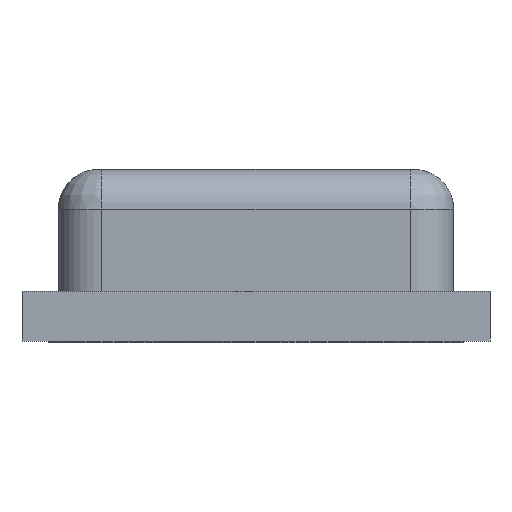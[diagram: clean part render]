
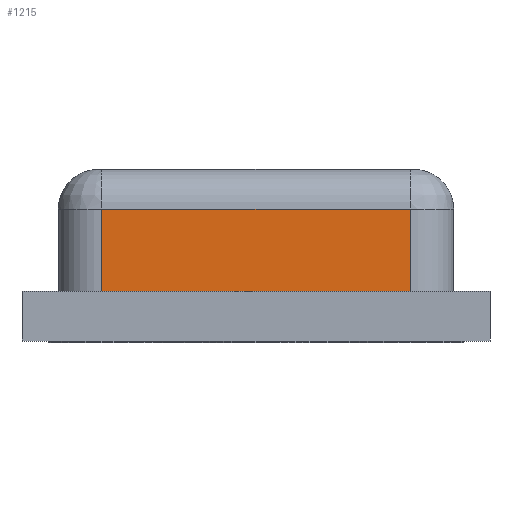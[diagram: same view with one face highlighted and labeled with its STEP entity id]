
A CAD part, front view. The second image highlights one B-rep face of the part: STEP entity #1215.
In plain terms, the highlighted planar face has unit normal (0, -1, 0).
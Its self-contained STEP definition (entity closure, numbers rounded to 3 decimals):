
#135 = PLANE('',#136);
#136 = AXIS2_PLACEMENT_3D('',#137,#138,#139);
#137 = CARTESIAN_POINT('',(-1.5,1.88,0.32));
#138 = DIRECTION('',(0.,0.,1.));
#139 = DIRECTION('',(1.,0.,0.));
#484 = VERTEX_POINT('',#485);
#485 = CARTESIAN_POINT('',(0.988,-1.662,0.32));
#500 = CYLINDRICAL_SURFACE('',#501,0.279);
#501 = AXIS2_PLACEMENT_3D('',#502,#503,#504);
#502 = CARTESIAN_POINT('',(0.988,-1.383,0.32));
#503 = DIRECTION('',(0.,0.,-1.));
#504 = DIRECTION('',(1.,0.,0.));
#512 = EDGE_CURVE('',#484,#513,#515,.T.);
#513 = VERTEX_POINT('',#514);
#514 = CARTESIAN_POINT('',(-0.988,-1.662,0.32));
#515 = SURFACE_CURVE('',#516,(#520,#527),.PCURVE_S1.);
#516 = LINE('',#517,#518);
#517 = CARTESIAN_POINT('',(0.988,-1.662,0.32));
#518 = VECTOR('',#519,1.);
#519 = DIRECTION('',(-1.,0.,0.));
#520 = PCURVE('',#135,#521);
#521 = DEFINITIONAL_REPRESENTATION('',(#522),#526);
#522 = LINE('',#523,#524);
#523 = CARTESIAN_POINT('',(2.488,-3.542));
#524 = VECTOR('',#525,1.);
#525 = DIRECTION('',(-1.,0.));
#526 = ( GEOMETRIC_REPRESENTATION_CONTEXT(2) 
PARAMETRIC_REPRESENTATION_CONTEXT() REPRESENTATION_CONTEXT('2D SPACE',''
  ) );
#527 = PCURVE('',#528,#533);
#528 = PLANE('',#529);
#529 = AXIS2_PLACEMENT_3D('',#530,#531,#532);
#530 = CARTESIAN_POINT('',(0.988,-1.662,0.32));
#531 = DIRECTION('',(0.,-1.,0.));
#532 = DIRECTION('',(-1.,0.,0.));
#533 = DEFINITIONAL_REPRESENTATION('',(#534),#538);
#534 = LINE('',#535,#536);
#535 = CARTESIAN_POINT('',(0.,0.));
#536 = VECTOR('',#537,1.);
#537 = DIRECTION('',(1.,0.));
#538 = ( GEOMETRIC_REPRESENTATION_CONTEXT(2) 
PARAMETRIC_REPRESENTATION_CONTEXT() REPRESENTATION_CONTEXT('2D SPACE',''
  ) );
#557 = CYLINDRICAL_SURFACE('',#558,0.279);
#558 = AXIS2_PLACEMENT_3D('',#559,#560,#561);
#559 = CARTESIAN_POINT('',(-0.988,-1.383,0.32));
#560 = DIRECTION('',(0.,0.,-1.));
#561 = DIRECTION('',(1.,0.,0.));
#857 = CYLINDRICAL_SURFACE('',#858,0.254);
#858 = AXIS2_PLACEMENT_3D('',#859,#860,#861);
#859 = CARTESIAN_POINT('',(0.988,-1.408,0.846));
#860 = DIRECTION('',(-1.,0.,0.));
#861 = DIRECTION('',(0.,-1.,0.));
#1171 = VERTEX_POINT('',#1172);
#1172 = CARTESIAN_POINT('',(-0.988,-1.662,0.846));
#1194 = EDGE_CURVE('',#513,#1171,#1195,.T.);
#1195 = SURFACE_CURVE('',#1196,(#1200,#1207),.PCURVE_S1.);
#1196 = LINE('',#1197,#1198);
#1197 = CARTESIAN_POINT('',(-0.988,-1.662,0.32));
#1198 = VECTOR('',#1199,1.);
#1199 = DIRECTION('',(0.,0.,1.));
#1200 = PCURVE('',#557,#1201);
#1201 = DEFINITIONAL_REPRESENTATION('',(#1202),#1206);
#1202 = LINE('',#1203,#1204);
#1203 = CARTESIAN_POINT('',(-4.712,0.));
#1204 = VECTOR('',#1205,1.);
#1205 = DIRECTION('',(0.,-1.));
#1206 = ( GEOMETRIC_REPRESENTATION_CONTEXT(2) 
PARAMETRIC_REPRESENTATION_CONTEXT() REPRESENTATION_CONTEXT('2D SPACE',''
  ) );
#1207 = PCURVE('',#528,#1208);
#1208 = DEFINITIONAL_REPRESENTATION('',(#1209),#1213);
#1209 = LINE('',#1210,#1211);
#1210 = CARTESIAN_POINT('',(1.976,0.));
#1211 = VECTOR('',#1212,1.);
#1212 = DIRECTION('',(0.,-1.));
#1213 = ( GEOMETRIC_REPRESENTATION_CONTEXT(2) 
PARAMETRIC_REPRESENTATION_CONTEXT() REPRESENTATION_CONTEXT('2D SPACE',''
  ) );
#1215 = ADVANCED_FACE('',(#1216),#528,.T.);
#1216 = FACE_BOUND('',#1217,.T.);
#1217 = EDGE_LOOP('',(#1218,#1241,#1262,#1263));
#1218 = ORIENTED_EDGE('',*,*,#1219,.T.);
#1219 = EDGE_CURVE('',#484,#1220,#1222,.T.);
#1220 = VERTEX_POINT('',#1221);
#1221 = CARTESIAN_POINT('',(0.988,-1.662,0.846));
#1222 = SURFACE_CURVE('',#1223,(#1227,#1234),.PCURVE_S1.);
#1223 = LINE('',#1224,#1225);
#1224 = CARTESIAN_POINT('',(0.988,-1.662,0.32));
#1225 = VECTOR('',#1226,1.);
#1226 = DIRECTION('',(0.,0.,1.));
#1227 = PCURVE('',#528,#1228);
#1228 = DEFINITIONAL_REPRESENTATION('',(#1229),#1233);
#1229 = LINE('',#1230,#1231);
#1230 = CARTESIAN_POINT('',(0.,0.));
#1231 = VECTOR('',#1232,1.);
#1232 = DIRECTION('',(0.,-1.));
#1233 = ( GEOMETRIC_REPRESENTATION_CONTEXT(2) 
PARAMETRIC_REPRESENTATION_CONTEXT() REPRESENTATION_CONTEXT('2D SPACE',''
  ) );
#1234 = PCURVE('',#500,#1235);
#1235 = DEFINITIONAL_REPRESENTATION('',(#1236),#1240);
#1236 = LINE('',#1237,#1238);
#1237 = CARTESIAN_POINT('',(-4.712,0.));
#1238 = VECTOR('',#1239,1.);
#1239 = DIRECTION('',(0.,-1.));
#1240 = ( GEOMETRIC_REPRESENTATION_CONTEXT(2) 
PARAMETRIC_REPRESENTATION_CONTEXT() REPRESENTATION_CONTEXT('2D SPACE',''
  ) );
#1241 = ORIENTED_EDGE('',*,*,#1242,.T.);
#1242 = EDGE_CURVE('',#1220,#1171,#1243,.T.);
#1243 = SURFACE_CURVE('',#1244,(#1248,#1255),.PCURVE_S1.);
#1244 = LINE('',#1245,#1246);
#1245 = CARTESIAN_POINT('',(0.988,-1.662,0.846));
#1246 = VECTOR('',#1247,1.);
#1247 = DIRECTION('',(-1.,0.,0.));
#1248 = PCURVE('',#528,#1249);
#1249 = DEFINITIONAL_REPRESENTATION('',(#1250),#1254);
#1250 = LINE('',#1251,#1252);
#1251 = CARTESIAN_POINT('',(0.,-0.526));
#1252 = VECTOR('',#1253,1.);
#1253 = DIRECTION('',(1.,0.));
#1254 = ( GEOMETRIC_REPRESENTATION_CONTEXT(2) 
PARAMETRIC_REPRESENTATION_CONTEXT() REPRESENTATION_CONTEXT('2D SPACE',''
  ) );
#1255 = PCURVE('',#857,#1256);
#1256 = DEFINITIONAL_REPRESENTATION('',(#1257),#1261);
#1257 = LINE('',#1258,#1259);
#1258 = CARTESIAN_POINT('',(0.,0.));
#1259 = VECTOR('',#1260,1.);
#1260 = DIRECTION('',(0.,1.));
#1261 = ( GEOMETRIC_REPRESENTATION_CONTEXT(2) 
PARAMETRIC_REPRESENTATION_CONTEXT() REPRESENTATION_CONTEXT('2D SPACE',''
  ) );
#1262 = ORIENTED_EDGE('',*,*,#1194,.F.);
#1263 = ORIENTED_EDGE('',*,*,#512,.F.);
